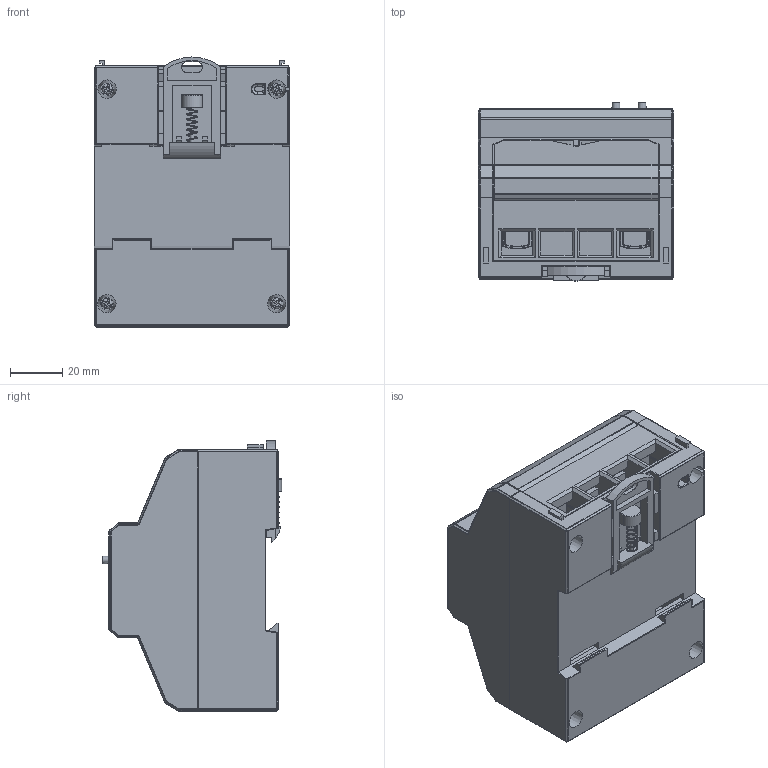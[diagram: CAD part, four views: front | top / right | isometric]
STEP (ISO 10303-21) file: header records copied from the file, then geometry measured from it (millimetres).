
FILE_DESCRIPTION(('STEP AP242'), '1');
FILE_NAME('CP-722 ñáîðêà', '', ('UNSPECIFIED'), ('UNSPECIFIED'), 'C3D Converter', 'C3D Toolkit', '');
FILE_SCHEMA(('AP242_MANAGED_MODEL_BASED_3D_ENGINEERING_MIM_LF { 1 0 10303 442 1 1 4 }'));
Length unit declared in the file: millimetre
Assembly tree (22 placements, depth 3):
  (unnamed)
    (unnamed)
    (unnamed)
    (unnamed)
      (unnamed)
    (unnamed)  x2
    (unnamed)
    (unnamed)  x4
    (unnamed)
      (unnamed)
    (unnamed)  x2
    (unnamed)
    (unnamed)  x2
    (unnamed)
      (unnamed)  x2
    (unnamed)
Bounding box: 75 x 68.6 x 103.37 mm (x, y, z)
Volume: 113648.5 mm3; surface area: 112126.6 mm2
Topology: 39 solids, 39 shells, 2060 faces, 5283 edges, 3269 vertices
Faces by surface type: plane 1070, cylinder 461, extrusion 246, bspline 112, torus 92, sphere 50, cone 29
Full cylindrical faces by diameter (mm): 1 x8, 1.3 x4, 1.5 x1, 2 x8, 2.3 x4, 4 x11, 5 x6, 6.5 x1, 7.5 x2, 8 x12, 9 x8, 12.6 x4
Entity records: 66302 total; most frequent: CARTESIAN_POINT 22831, ORIENTED_EDGE 8936, DIRECTION 7248, EDGE_CURVE 4468, VECTOR 3150, LINE 2904, VERTEX_POINT 2865, AXIS2_PLACEMENT_3D 2049
